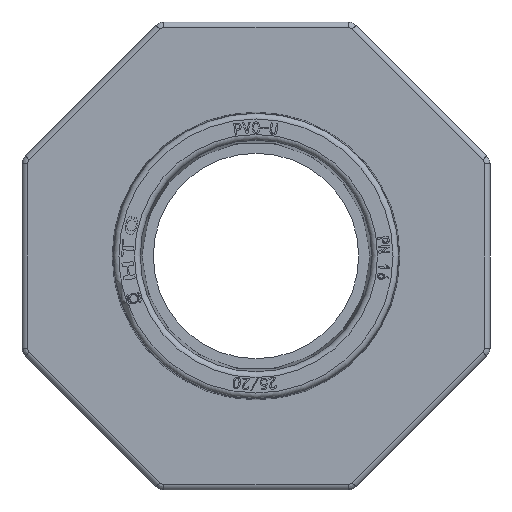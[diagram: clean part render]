
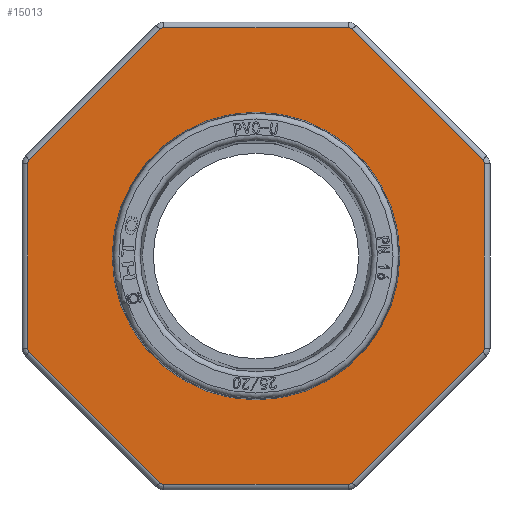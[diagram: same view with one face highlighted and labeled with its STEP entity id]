
A CAD part, front view. The second image highlights one B-rep face of the part: STEP entity #15013.
In plain terms, the highlighted planar face has unit normal (0, -1, 0).
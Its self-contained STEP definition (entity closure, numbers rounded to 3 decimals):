
#69=FACE_BOUND('',#1645,.T.);
#100=PLANE('',#15856);
#830=FACE_OUTER_BOUND('',#1644,.T.);
#1644=EDGE_LOOP('',(#11151,#11152,#11153,#11154,#11155,#11156,#11157,#11158,
#11159,#11160,#11161,#11162,#11163,#11164,#11165,#11166));
#1645=EDGE_LOOP('',(#11167));
#2504=CIRCLE('',#15857,0.5);
#2505=CIRCLE('',#15858,0.5);
#2506=CIRCLE('',#15859,0.5);
#2507=CIRCLE('',#15860,0.5);
#2508=CIRCLE('',#15861,0.5);
#2509=CIRCLE('',#15862,0.5);
#2510=CIRCLE('',#15863,0.5);
#2511=CIRCLE('',#15864,0.5);
#2512=CIRCLE('',#15865,12.6);
#3151=LINE('',#26443,#5211);
#3152=LINE('',#26447,#5212);
#3153=LINE('',#26451,#5213);
#3154=LINE('',#26455,#5214);
#3155=LINE('',#26459,#5215);
#3156=LINE('',#26463,#5216);
#3157=LINE('',#26467,#5217);
#3158=LINE('',#26471,#5218);
#5211=VECTOR('',#17390,1.);
#5212=VECTOR('',#17393,1.);
#5213=VECTOR('',#17396,1.);
#5214=VECTOR('',#17399,1.);
#5215=VECTOR('',#17402,1.);
#5216=VECTOR('',#17405,1.);
#5217=VECTOR('',#17408,1.);
#5218=VECTOR('',#17411,1.);
#7329=VERTEX_POINT('',#26441);
#7330=VERTEX_POINT('',#26442);
#7331=VERTEX_POINT('',#26444);
#7332=VERTEX_POINT('',#26446);
#7333=VERTEX_POINT('',#26448);
#7334=VERTEX_POINT('',#26450);
#7335=VERTEX_POINT('',#26452);
#7336=VERTEX_POINT('',#26454);
#7337=VERTEX_POINT('',#26456);
#7338=VERTEX_POINT('',#26458);
#7339=VERTEX_POINT('',#26460);
#7340=VERTEX_POINT('',#26462);
#7341=VERTEX_POINT('',#26464);
#7342=VERTEX_POINT('',#26466);
#7343=VERTEX_POINT('',#26468);
#7344=VERTEX_POINT('',#26470);
#7345=VERTEX_POINT('',#26473);
#8842=EDGE_CURVE('',#7329,#7330,#3151,.T.);
#8843=EDGE_CURVE('',#7330,#7331,#2504,.T.);
#8844=EDGE_CURVE('',#7331,#7332,#3152,.T.);
#8845=EDGE_CURVE('',#7332,#7333,#2505,.T.);
#8846=EDGE_CURVE('',#7333,#7334,#3153,.T.);
#8847=EDGE_CURVE('',#7334,#7335,#2506,.T.);
#8848=EDGE_CURVE('',#7335,#7336,#3154,.T.);
#8849=EDGE_CURVE('',#7336,#7337,#2507,.T.);
#8850=EDGE_CURVE('',#7337,#7338,#3155,.T.);
#8851=EDGE_CURVE('',#7338,#7339,#2508,.T.);
#8852=EDGE_CURVE('',#7339,#7340,#3156,.T.);
#8853=EDGE_CURVE('',#7340,#7341,#2509,.T.);
#8854=EDGE_CURVE('',#7341,#7342,#3157,.T.);
#8855=EDGE_CURVE('',#7342,#7343,#2510,.T.);
#8856=EDGE_CURVE('',#7343,#7344,#3158,.T.);
#8857=EDGE_CURVE('',#7344,#7329,#2511,.T.);
#8858=EDGE_CURVE('',#7345,#7345,#2512,.T.);
#11151=ORIENTED_EDGE('',*,*,#8842,.T.);
#11152=ORIENTED_EDGE('',*,*,#8843,.T.);
#11153=ORIENTED_EDGE('',*,*,#8844,.T.);
#11154=ORIENTED_EDGE('',*,*,#8845,.T.);
#11155=ORIENTED_EDGE('',*,*,#8846,.T.);
#11156=ORIENTED_EDGE('',*,*,#8847,.T.);
#11157=ORIENTED_EDGE('',*,*,#8848,.T.);
#11158=ORIENTED_EDGE('',*,*,#8849,.T.);
#11159=ORIENTED_EDGE('',*,*,#8850,.T.);
#11160=ORIENTED_EDGE('',*,*,#8851,.T.);
#11161=ORIENTED_EDGE('',*,*,#8852,.T.);
#11162=ORIENTED_EDGE('',*,*,#8853,.T.);
#11163=ORIENTED_EDGE('',*,*,#8854,.T.);
#11164=ORIENTED_EDGE('',*,*,#8855,.T.);
#11165=ORIENTED_EDGE('',*,*,#8856,.T.);
#11166=ORIENTED_EDGE('',*,*,#8857,.T.);
#11167=ORIENTED_EDGE('',*,*,#8858,.F.);
#15013=ADVANCED_FACE('',(#830,#69),#100,.F.);
#15856=AXIS2_PLACEMENT_3D('',#26440,#17388,#17389);
#15857=AXIS2_PLACEMENT_3D('',#26445,#17391,#17392);
#15858=AXIS2_PLACEMENT_3D('',#26449,#17394,#17395);
#15859=AXIS2_PLACEMENT_3D('',#26453,#17397,#17398);
#15860=AXIS2_PLACEMENT_3D('',#26457,#17400,#17401);
#15861=AXIS2_PLACEMENT_3D('',#26461,#17403,#17404);
#15862=AXIS2_PLACEMENT_3D('',#26465,#17406,#17407);
#15863=AXIS2_PLACEMENT_3D('',#26469,#17409,#17410);
#15864=AXIS2_PLACEMENT_3D('',#26472,#17412,#17413);
#15865=AXIS2_PLACEMENT_3D('',#26474,#17414,#17415);
#17388=DIRECTION('center_axis',(0.,1.,0.));
#17389=DIRECTION('ref_axis',(-1.,0.,0.));
#17390=DIRECTION('',(0.,0.,-1.));
#17391=DIRECTION('center_axis',(0.,-1.,0.));
#17392=DIRECTION('ref_axis',(-1.,0.,0.));
#17393=DIRECTION('',(0.707,0.,-0.707));
#17394=DIRECTION('center_axis',(0.,-1.,0.));
#17395=DIRECTION('ref_axis',(-1.,0.,0.));
#17396=DIRECTION('',(1.,0.,0.));
#17397=DIRECTION('center_axis',(0.,-1.,0.));
#17398=DIRECTION('ref_axis',(-1.,0.,0.));
#17399=DIRECTION('',(0.707,0.,0.707));
#17400=DIRECTION('center_axis',(0.,-1.,0.));
#17401=DIRECTION('ref_axis',(-1.,0.,0.));
#17402=DIRECTION('',(0.,0.,1.));
#17403=DIRECTION('center_axis',(0.,-1.,0.));
#17404=DIRECTION('ref_axis',(-1.,0.,0.));
#17405=DIRECTION('',(-0.707,0.,0.707));
#17406=DIRECTION('center_axis',(0.,-1.,0.));
#17407=DIRECTION('ref_axis',(-1.,0.,0.));
#17408=DIRECTION('',(-1.,0.,0.));
#17409=DIRECTION('center_axis',(0.,-1.,0.));
#17410=DIRECTION('ref_axis',(-1.,0.,0.));
#17411=DIRECTION('',(-0.707,0.,-0.707));
#17412=DIRECTION('center_axis',(0.,-1.,0.));
#17413=DIRECTION('ref_axis',(-1.,0.,0.));
#17414=DIRECTION('center_axis',(0.,-1.,0.));
#17415=DIRECTION('ref_axis',(-1.,0.,0.));
#26440=CARTESIAN_POINT('Origin',(0.,-26.5,-88.5));
#26441=CARTESIAN_POINT('',(-20.,-26.5,8.077));
#26442=CARTESIAN_POINT('',(-20.,-26.5,-8.077));
#26443=CARTESIAN_POINT('',(-20.,-26.5,-8.077));
#26444=CARTESIAN_POINT('',(-19.854,-26.5,-8.431));
#26445=CARTESIAN_POINT('Origin',(-19.5,-26.5,-8.077));
#26446=CARTESIAN_POINT('',(-8.431,-26.5,-19.854));
#26447=CARTESIAN_POINT('',(-8.431,-26.5,-19.854));
#26448=CARTESIAN_POINT('',(-8.077,-26.5,-20.));
#26449=CARTESIAN_POINT('Origin',(-8.077,-26.5,-19.5));
#26450=CARTESIAN_POINT('',(8.077,-26.5,-20.));
#26451=CARTESIAN_POINT('',(8.077,-26.5,-20.));
#26452=CARTESIAN_POINT('',(8.431,-26.5,-19.854));
#26453=CARTESIAN_POINT('Origin',(8.077,-26.5,-19.5));
#26454=CARTESIAN_POINT('',(19.854,-26.5,-8.431));
#26455=CARTESIAN_POINT('',(19.854,-26.5,-8.431));
#26456=CARTESIAN_POINT('',(20.,-26.5,-8.077));
#26457=CARTESIAN_POINT('Origin',(19.5,-26.5,-8.077));
#26458=CARTESIAN_POINT('',(20.,-26.5,8.077));
#26459=CARTESIAN_POINT('',(20.,-26.5,8.077));
#26460=CARTESIAN_POINT('',(19.854,-26.5,8.431));
#26461=CARTESIAN_POINT('Origin',(19.5,-26.5,8.077));
#26462=CARTESIAN_POINT('',(8.431,-26.5,19.854));
#26463=CARTESIAN_POINT('',(8.431,-26.5,19.854));
#26464=CARTESIAN_POINT('',(8.077,-26.5,20.));
#26465=CARTESIAN_POINT('Origin',(8.077,-26.5,19.5));
#26466=CARTESIAN_POINT('',(-8.077,-26.5,20.));
#26467=CARTESIAN_POINT('',(-8.077,-26.5,20.));
#26468=CARTESIAN_POINT('',(-8.431,-26.5,19.854));
#26469=CARTESIAN_POINT('Origin',(-8.077,-26.5,19.5));
#26470=CARTESIAN_POINT('',(-19.854,-26.5,8.431));
#26471=CARTESIAN_POINT('',(-19.854,-26.5,8.431));
#26472=CARTESIAN_POINT('Origin',(-19.5,-26.5,8.077));
#26473=CARTESIAN_POINT('',(12.6,-26.5,0.));
#26474=CARTESIAN_POINT('Origin',(0.,-26.5,0.));
